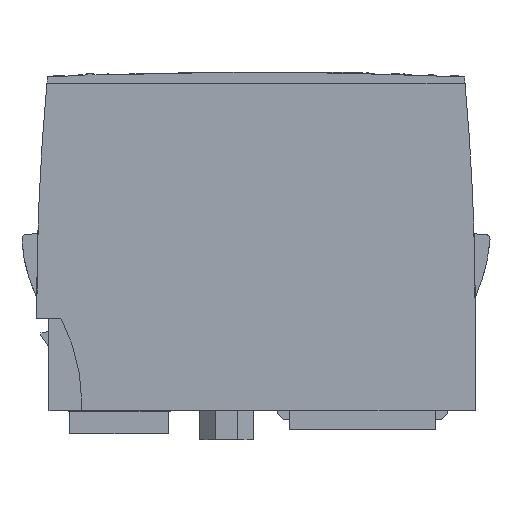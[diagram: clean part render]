
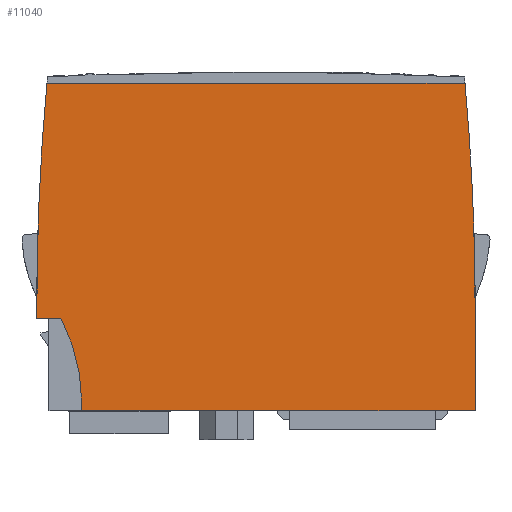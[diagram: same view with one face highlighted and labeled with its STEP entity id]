
A CAD part, left-side view. The second image highlights one B-rep face of the part: STEP entity #11040.
In plain terms, the highlighted planar face has unit normal (-1, 0, 0).
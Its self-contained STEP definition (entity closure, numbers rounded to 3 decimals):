
#11040=ADVANCED_FACE('',(#13385),#12495,.F.);
#12495=PLANE('',#35456);
#13385=FACE_OUTER_BOUND('',#14767,.T.);
#14767=EDGE_LOOP('',(#21795,#21796,#21797,#21798,#21799,#21800,#21801,#21802));
#16370=CIRCLE('',#35455,28.3);
#16706=LINE('',#43062,#19058);
#16707=LINE('',#43066,#19059);
#16708=LINE('',#43070,#19060);
#16709=LINE('',#43072,#19061);
#16710=LINE('',#43074,#19062);
#19058=VECTOR('',#37079,1.);
#19059=VECTOR('',#37082,1.);
#19060=VECTOR('',#37085,1.);
#19061=VECTOR('',#37086,1.);
#19062=VECTOR('',#37087,1.);
#21795=ORIENTED_EDGE('',*,*,#31571,.F.);
#21796=ORIENTED_EDGE('',*,*,#31572,.T.);
#21797=ORIENTED_EDGE('',*,*,#31573,.F.);
#21798=ORIENTED_EDGE('',*,*,#31574,.F.);
#21799=ORIENTED_EDGE('',*,*,#31575,.F.);
#21800=ORIENTED_EDGE('',*,*,#31576,.F.);
#21801=ORIENTED_EDGE('',*,*,#31577,.F.);
#21802=ORIENTED_EDGE('',*,*,#31578,.F.);
#29129=VERTEX_POINT('',#43060);
#29130=VERTEX_POINT('',#43061);
#29131=VERTEX_POINT('',#43063);
#29132=VERTEX_POINT('',#43065);
#29133=VERTEX_POINT('',#43067);
#29134=VERTEX_POINT('',#43069);
#29135=VERTEX_POINT('',#43071);
#29136=VERTEX_POINT('',#43073);
#31571=EDGE_CURVE('',#29129,#29130,#35238,.T.);
#31572=EDGE_CURVE('',#29129,#29131,#16706,.T.);
#31573=EDGE_CURVE('',#29132,#29131,#35239,.T.);
#31574=EDGE_CURVE('',#29133,#29132,#16707,.T.);
#31575=EDGE_CURVE('',#29134,#29133,#16370,.T.);
#31576=EDGE_CURVE('',#29135,#29134,#16708,.T.);
#31577=EDGE_CURVE('',#29136,#29135,#16709,.T.);
#31578=EDGE_CURVE('',#29130,#29136,#16710,.T.);
#35238=ELLIPSE('',#35453,391.5,391.5);
#35239=ELLIPSE('',#35454,391.5,391.5);
#35453=AXIS2_PLACEMENT_3D('',#43059,#37077,#37078);
#35454=AXIS2_PLACEMENT_3D('',#43064,#37080,#37081);
#35455=AXIS2_PLACEMENT_3D('',#43068,#37083,#37084);
#35456=AXIS2_PLACEMENT_3D('',#43075,#37088,#37089);
#37077=DIRECTION('',(1.,0.,0.));
#37078=DIRECTION('',(0.,-0.997,0.079));
#37079=DIRECTION('',(0.,1.,0.));
#37080=DIRECTION('',(1.,0.,0.));
#37081=DIRECTION('',(0.,0.,1.));
#37082=DIRECTION('',(0.,1.,0.));
#37083=DIRECTION('',(-1.,0.,0.));
#37084=DIRECTION('',(0.,-0.884,0.467));
#37085=DIRECTION('',(0.,0.,1.));
#37086=DIRECTION('',(0.,1.,0.));
#37087=DIRECTION('',(0.,0.,-1.));
#37088=DIRECTION('',(1.,0.,0.));
#37089=DIRECTION('',(0.,0.,-1.));
#43059=CARTESIAN_POINT('',(-7.5,359.5,30.15));
#43060=CARTESIAN_POINT('',(-7.5,-30.405,65.45));
#43061=CARTESIAN_POINT('',(-7.5,-32.,30.15));
#43062=CARTESIAN_POINT('',(-7.5,-354.2,65.45));
#43063=CARTESIAN_POINT('',(-7.5,35.705,65.45));
#43064=CARTESIAN_POINT('',(-7.5,-354.2,30.15));
#43065=CARTESIAN_POINT('',(-7.5,37.295,28.23));
#43066=CARTESIAN_POINT('',(-7.5,33.483,28.23));
#43067=CARTESIAN_POINT('',(-7.5,33.483,28.23));
#43068=CARTESIAN_POINT('',(-7.5,58.5,15.));
#43069=CARTESIAN_POINT('',(-7.5,30.2,15.));
#43070=CARTESIAN_POINT('',(-7.5,30.2,13.65));
#43071=CARTESIAN_POINT('',(-7.5,30.2,13.65));
#43072=CARTESIAN_POINT('',(-7.5,-32.,13.65));
#43073=CARTESIAN_POINT('',(-7.5,-32.,13.65));
#43074=CARTESIAN_POINT('',(-7.5,-32.,30.15));
#43075=CARTESIAN_POINT('',(-7.5,-354.2,30.15));
